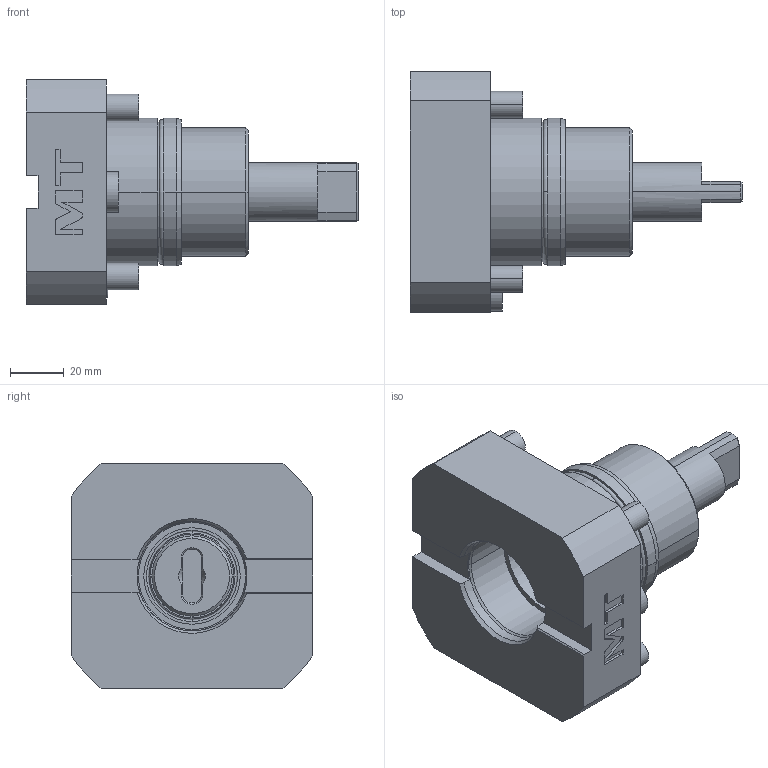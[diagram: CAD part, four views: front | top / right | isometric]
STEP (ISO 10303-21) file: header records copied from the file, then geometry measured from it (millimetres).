
FILE_DESCRIPTION((''),'2;1');
FILE_NAME('BGL0490100_CONF','2025-01-27T15:44:23',('fpalella'),('M.T. srl'),'CREO PARAMETRIC BY PTC INC, 2023352','CREO PARAMETRIC BY PTC INC, 2023352','');
FILE_SCHEMA(('CONFIG_CONTROL_DESIGN'));
Length unit declared in the file: millimetre
Products named in the file (1): BGL0490100_CONF
Bounding box: 123.9 x 90 x 84 mm (x, y, z)
Volume: 285042.4 mm3; surface area: 46284.4 mm2
Topology: 1 solids, 1 shells, 210 faces, 507 edges, 318 vertices
Faces by surface type: plane 104, cylinder 54, cone 40, torus 8, extrusion 4
Entity records: 6165 total; most frequent: CARTESIAN_POINT 1163, DIRECTION 1059, ORIENTED_EDGE 998, EDGE_CURVE 499, AXIS2_PLACEMENT_3D 374, VERTEX_POINT 318, VECTOR 311, LINE 307
